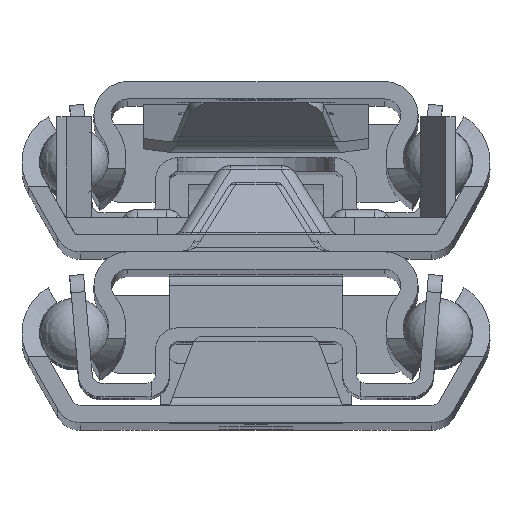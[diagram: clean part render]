
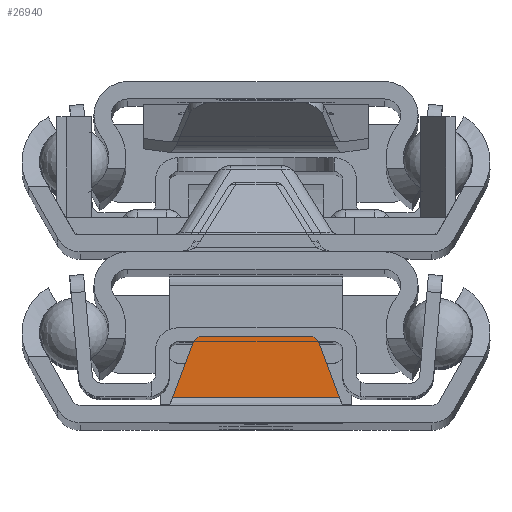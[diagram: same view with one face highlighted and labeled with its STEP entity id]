
A CAD part, top view. The second image highlights one B-rep face of the part: STEP entity #26940.
In plain terms, the highlighted planar face has unit normal (0, 0, 1).
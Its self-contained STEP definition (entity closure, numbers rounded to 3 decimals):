
#200 = EDGE_CURVE ( 'NONE', #29848, #10747, #9001, .T. ) ;
#431 = CARTESIAN_POINT ( 'NONE',  ( 4.813, 1.5, -8. ) ) ;
#868 = AXIS2_PLACEMENT_3D ( 'NONE', #9768, #12277, #29645 ) ;
#1197 = EDGE_CURVE ( 'NONE', #8535, #7074, #5062, .T. ) ;
#2257 = CARTESIAN_POINT ( 'NONE',  ( 5., 1., -8. ) ) ;
#2427 = VECTOR ( 'NONE', #18500, 1000. ) ;
#2975 = LINE ( 'NONE', #21775, #4550 ) ;
#3196 = ORIENTED_EDGE ( 'NONE', *, *, #13884, .T. ) ;
#3381 = ORIENTED_EDGE ( 'NONE', *, *, #22560, .T. ) ;
#4074 = CARTESIAN_POINT ( 'NONE',  ( 5., 1.5, -8. ) ) ;
#4232 = ORIENTED_EDGE ( 'NONE', *, *, #9670, .T. ) ;
#4361 = LINE ( 'NONE', #2257, #16811 ) ;
#4550 = VECTOR ( 'NONE', #31776, 1000. ) ;
#4579 = DIRECTION ( 'NONE',  ( 0., 0., 1. ) ) ;
#5062 = CIRCLE ( 'NONE', #8139, 0.5 ) ;
#7074 = VERTEX_POINT ( 'NONE', #17335 ) ;
#7277 = DIRECTION ( 'NONE',  ( 0., 0., 1. ) ) ;
#8139 = AXIS2_PLACEMENT_3D ( 'NONE', #19457, #4579, #21944 ) ;
#8535 = VERTEX_POINT ( 'NONE', #25928 ) ;
#9001 = LINE ( 'NONE', #4074, #2427 ) ;
#9670 = EDGE_CURVE ( 'NONE', #7074, #29848, #10326, .T. ) ;
#9768 = CARTESIAN_POINT ( 'NONE',  ( 5., 1., -8. ) ) ;
#9945 = CARTESIAN_POINT ( 'NONE',  ( -5., 1., -8. ) ) ;
#10004 = CARTESIAN_POINT ( 'NONE',  ( -4.813, 1.5, -8. ) ) ;
#10269 = CARTESIAN_POINT ( 'NONE',  ( 3.153, 5., -8. ) ) ;
#10326 = LINE ( 'NONE', #9945, #16961 ) ;
#10747 = VERTEX_POINT ( 'NONE', #431 ) ;
#11638 = CIRCLE ( 'NONE', #30268, 0.5 ) ;
#12277 = DIRECTION ( 'NONE',  ( 0., 0., 1. ) ) ;
#12884 = ORIENTED_EDGE ( 'NONE', *, *, #25426, .T. ) ;
#13884 = EDGE_CURVE ( 'NONE', #31343, #26005, #11638, .T. ) ;
#14641 = DIRECTION ( 'NONE',  ( -0.351, 0.936, 0. ) ) ;
#16811 = VECTOR ( 'NONE', #14641, 1000. ) ;
#16961 = VECTOR ( 'NONE', #27325, 1000. ) ;
#17335 = CARTESIAN_POINT ( 'NONE',  ( -3.622, 4.676, -8. ) ) ;
#17369 = CARTESIAN_POINT ( 'NONE',  ( 3.622, 4.676, -8. ) ) ;
#18245 = ORIENTED_EDGE ( 'NONE', *, *, #1197, .T. ) ;
#18500 = DIRECTION ( 'NONE',  ( 1., 0., 0. ) ) ;
#18661 = EDGE_LOOP ( 'NONE', ( #12884, #18245, #4232, #26009, #3381, #3196 ) ) ;
#19457 = CARTESIAN_POINT ( 'NONE',  ( -3.153, 4.5, -8. ) ) ;
#21775 = CARTESIAN_POINT ( 'NONE',  ( -3.5, 5., -8. ) ) ;
#21944 = DIRECTION ( 'NONE',  ( 1., 0., 0. ) ) ;
#22153 = CARTESIAN_POINT ( 'NONE',  ( 3.153, 4.5, -8. ) ) ;
#22560 = EDGE_CURVE ( 'NONE', #10747, #31343, #4361, .T. ) ;
#22578 = FACE_OUTER_BOUND ( 'NONE', #18661, .T. ) ;
#24650 = PLANE ( 'NONE',  #868 ) ;
#24651 = DIRECTION ( 'NONE',  ( 1., 0., 0. ) ) ;
#25426 = EDGE_CURVE ( 'NONE', #26005, #8535, #2975, .T. ) ;
#25928 = CARTESIAN_POINT ( 'NONE',  ( -3.153, 5., -8. ) ) ;
#26005 = VERTEX_POINT ( 'NONE', #10269 ) ;
#26009 = ORIENTED_EDGE ( 'NONE', *, *, #200, .T. ) ;
#26940 = ADVANCED_FACE ( 'NONE', ( #22578 ), #24650, .T. ) ;
#27325 = DIRECTION ( 'NONE',  ( -0.351, -0.936, 0. ) ) ;
#29645 = DIRECTION ( 'NONE',  ( 1., 0., 0. ) ) ;
#29848 = VERTEX_POINT ( 'NONE', #10004 ) ;
#30268 = AXIS2_PLACEMENT_3D ( 'NONE', #22153, #7277, #24651 ) ;
#31343 = VERTEX_POINT ( 'NONE', #17369 ) ;
#31776 = DIRECTION ( 'NONE',  ( -1., 0., 0. ) ) ;
